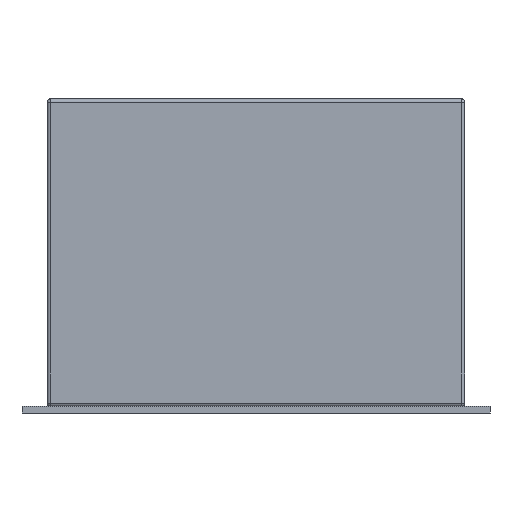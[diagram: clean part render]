
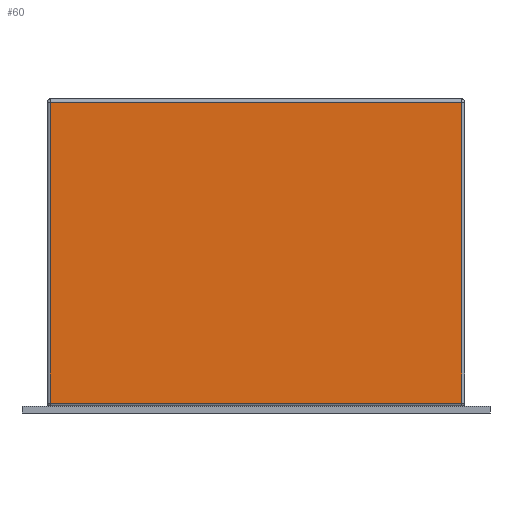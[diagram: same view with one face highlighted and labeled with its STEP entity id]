
A CAD part, left-side view. The second image highlights one B-rep face of the part: STEP entity #60.
In plain terms, the highlighted planar face has unit normal (-1, 0, 0).
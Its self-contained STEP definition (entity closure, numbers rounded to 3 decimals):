
#44 = ORIENTED_EDGE ( 'NONE', *, *, #55, .T. ) ;
#46 = VERTEX_POINT ( 'NONE', #768 ) ;
#47 = ORIENTED_EDGE ( 'NONE', *, *, #48, .T. ) ;
#48 = EDGE_CURVE ( 'NONE', #51, #46, #876, .T. ) ;
#51 = VERTEX_POINT ( 'NONE', #877 ) ;
#55 = EDGE_CURVE ( 'NONE', #95, #51, #874, .T. ) ;
#56 = ORIENTED_EDGE ( 'NONE', *, *, #59, .T. ) ;
#59 = EDGE_CURVE ( 'NONE', #110, #95, #764, .T. ) ;
#60 = ADVANCED_FACE ( 'NONE', ( #729 ), #723, .T. ) ;
#89 = ORIENTED_EDGE ( 'NONE', *, *, #395, .T. ) ;
#95 = VERTEX_POINT ( 'NONE', #906 ) ;
#110 = VERTEX_POINT ( 'NONE', #1106 ) ;
#121 = EDGE_LOOP ( 'NONE', ( #56, #44, #47, #89 ) ) ;
#395 = EDGE_CURVE ( 'NONE', #46, #110, #2011, .T. ) ;
#702 = DIRECTION ( 'NONE',  ( 0., -1., 0. ) ) ;
#703 = DIRECTION ( 'NONE',  ( -1., 0., 0. ) ) ;
#704 = CARTESIAN_POINT ( 'NONE',  ( -1.005, 0.625, -0.01 ) ) ;
#723 = PLANE ( 'NONE',  #797 ) ;
#724 = DIRECTION ( 'NONE',  ( 0., 0., -1. ) ) ;
#729 = FACE_OUTER_BOUND ( 'NONE', #121, .T. ) ;
#764 = LINE ( 'NONE', #879, #888 ) ;
#768 = CARTESIAN_POINT ( 'NONE',  ( -1.005, -0.615, 0.9 ) ) ;
#797 = AXIS2_PLACEMENT_3D ( 'NONE', #704, #703, #702 ) ;
#867 = DIRECTION ( 'NONE',  ( 0., -1., 0. ) ) ;
#868 = VECTOR ( 'NONE', #867, 1000. ) ;
#870 = DIRECTION ( 'NONE',  ( 0., 0., 1. ) ) ;
#871 = VECTOR ( 'NONE', #870, 1000. ) ;
#873 = CARTESIAN_POINT ( 'NONE',  ( -1.005, -0.625, 0. ) ) ;
#874 = LINE ( 'NONE', #873, #868 ) ;
#875 = CARTESIAN_POINT ( 'NONE',  ( -1.005, -0.615, -0.01 ) ) ;
#876 = LINE ( 'NONE', #875, #871 ) ;
#877 = CARTESIAN_POINT ( 'NONE',  ( -1.005, -0.615, 0. ) ) ;
#879 = CARTESIAN_POINT ( 'NONE',  ( -1.005, 0.615, -0.01 ) ) ;
#888 = VECTOR ( 'NONE', #724, 1000. ) ;
#906 = CARTESIAN_POINT ( 'NONE',  ( -1.005, 0.615, 0. ) ) ;
#1106 = CARTESIAN_POINT ( 'NONE',  ( -1.005, 0.615, 0.9 ) ) ;
#2003 = DIRECTION ( 'NONE',  ( 0., 1., 0. ) ) ;
#2004 = VECTOR ( 'NONE', #2003, 1000. ) ;
#2010 = CARTESIAN_POINT ( 'NONE',  ( -1.005, 0.625, 0.9 ) ) ;
#2011 = LINE ( 'NONE', #2010, #2004 ) ;
